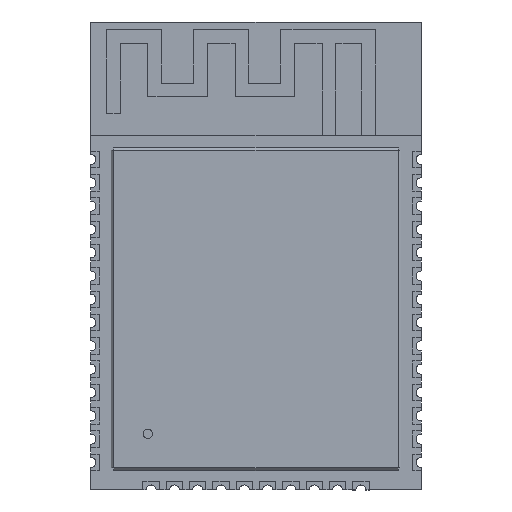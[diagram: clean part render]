
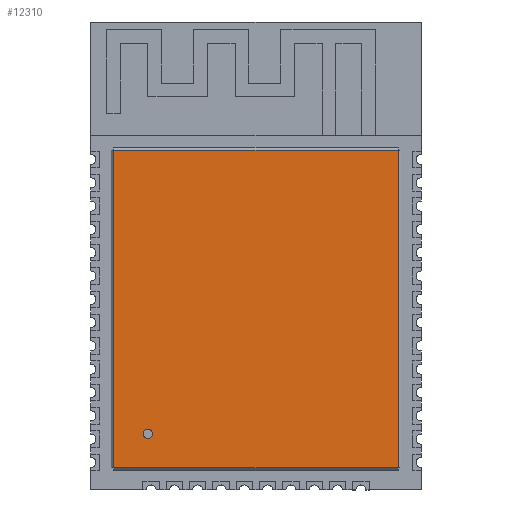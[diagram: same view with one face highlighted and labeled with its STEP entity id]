
A CAD part, top view. The second image highlights one B-rep face of the part: STEP entity #12310.
In plain terms, the highlighted planar face has unit normal (0, 0, 1).
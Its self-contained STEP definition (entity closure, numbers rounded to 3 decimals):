
#42 = EDGE_CURVE ( 'NONE', #30195, #443, #28321, .T. ) ;
#160 = VERTEX_POINT ( 'NONE', #613 ) ;
#443 = VERTEX_POINT ( 'NONE', #15371 ) ;
#606 = EDGE_CURVE ( 'NONE', #160, #17943, #18299, .T. ) ;
#613 = CARTESIAN_POINT ( 'NONE',  ( -5.65, -9.7, 2.7 ) ) ;
#785 = LINE ( 'NONE', #22899, #4905 ) ;
#1300 = FACE_OUTER_BOUND ( 'NONE', #2119, .T. ) ;
#1753 = CARTESIAN_POINT ( 'NONE',  ( -5.9, -9.7, 2.7 ) ) ;
#2119 = EDGE_LOOP ( 'NONE', ( #3946, #6002, #8632, #24447 ) ) ;
#3934 = ORIENTED_EDGE ( 'NONE', *, *, #18204, .F. ) ;
#3946 = ORIENTED_EDGE ( 'NONE', *, *, #42, .T. ) ;
#4048 = CARTESIAN_POINT ( 'NONE',  ( -7.9, 5.75, 2.7 ) ) ;
#4081 = DIRECTION ( 'NONE',  ( 1., 0., 0. ) ) ;
#4905 = VECTOR ( 'NONE', #32032, 1000. ) ;
#5317 = DIRECTION ( 'NONE',  ( 0., 1., 0. ) ) ;
#6002 = ORIENTED_EDGE ( 'NONE', *, *, #14450, .T. ) ;
#6074 = DIRECTION ( 'NONE',  ( 0., 0., 1. ) ) ;
#6133 = ORIENTED_EDGE ( 'NONE', *, *, #606, .F. ) ;
#7411 = DIRECTION ( 'NONE',  ( 1., 0., 0. ) ) ;
#8180 = LINE ( 'NONE', #4048, #12725 ) ;
#8241 = AXIS2_PLACEMENT_3D ( 'NONE', #14589, #11937, #4081 ) ;
#8260 = CIRCLE ( 'NONE', #12109, 0.25 ) ;
#8632 = ORIENTED_EDGE ( 'NONE', *, *, #13374, .T. ) ;
#9192 = VERTEX_POINT ( 'NONE', #23243 ) ;
#9266 = PLANE ( 'NONE',  #8241 ) ;
#9584 = DIRECTION ( 'NONE',  ( -1., 0., 0. ) ) ;
#11937 = DIRECTION ( 'NONE',  ( 0., 0., 1. ) ) ;
#12109 = AXIS2_PLACEMENT_3D ( 'NONE', #1753, #26058, #7411 ) ;
#12310 = ADVANCED_FACE ( 'NONE', ( #25728, #1300 ), #9266, .T. ) ;
#12725 = VECTOR ( 'NONE', #9584, 1000. ) ;
#13374 = EDGE_CURVE ( 'NONE', #9192, #28180, #785, .T. ) ;
#13386 = LINE ( 'NONE', #22350, #26656 ) ;
#14316 = CARTESIAN_POINT ( 'NONE',  ( -7.75, -11.55, 2.7 ) ) ;
#14450 = EDGE_CURVE ( 'NONE', #443, #9192, #8180, .T. ) ;
#14589 = CARTESIAN_POINT ( 'NONE',  ( 0., 0., 2.7 ) ) ;
#15371 = CARTESIAN_POINT ( 'NONE',  ( 7.75, 5.75, 2.7 ) ) ;
#16517 = CARTESIAN_POINT ( 'NONE',  ( -6.15, -9.7, 2.7 ) ) ;
#16878 = EDGE_LOOP ( 'NONE', ( #6133, #3934 ) ) ;
#17943 = VERTEX_POINT ( 'NONE', #16517 ) ;
#18204 = EDGE_CURVE ( 'NONE', #17943, #160, #8260, .T. ) ;
#18299 = CIRCLE ( 'NONE', #20243, 0.25 ) ;
#20243 = AXIS2_PLACEMENT_3D ( 'NONE', #29627, #6074, #27241 ) ;
#22350 = CARTESIAN_POINT ( 'NONE',  ( 7.9, -11.55, 2.7 ) ) ;
#22899 = CARTESIAN_POINT ( 'NONE',  ( -7.75, -11.7, 2.7 ) ) ;
#23243 = CARTESIAN_POINT ( 'NONE',  ( -7.75, 5.75, 2.7 ) ) ;
#24173 = CARTESIAN_POINT ( 'NONE',  ( 7.75, 5.9, 2.7 ) ) ;
#24203 = VECTOR ( 'NONE', #5317, 1000. ) ;
#24447 = ORIENTED_EDGE ( 'NONE', *, *, #26651, .T. ) ;
#25011 = DIRECTION ( 'NONE',  ( 1., 0., 0. ) ) ;
#25728 = FACE_BOUND ( 'NONE', #16878, .T. ) ;
#26058 = DIRECTION ( 'NONE',  ( 0., 0., 1. ) ) ;
#26651 = EDGE_CURVE ( 'NONE', #28180, #30195, #13386, .T. ) ;
#26656 = VECTOR ( 'NONE', #25011, 1000. ) ;
#27241 = DIRECTION ( 'NONE',  ( 1., 0., 0. ) ) ;
#28180 = VERTEX_POINT ( 'NONE', #14316 ) ;
#28321 = LINE ( 'NONE', #24173, #24203 ) ;
#28345 = CARTESIAN_POINT ( 'NONE',  ( 7.75, -11.55, 2.7 ) ) ;
#29627 = CARTESIAN_POINT ( 'NONE',  ( -5.9, -9.7, 2.7 ) ) ;
#30195 = VERTEX_POINT ( 'NONE', #28345 ) ;
#32032 = DIRECTION ( 'NONE',  ( 0., -1., 0. ) ) ;
